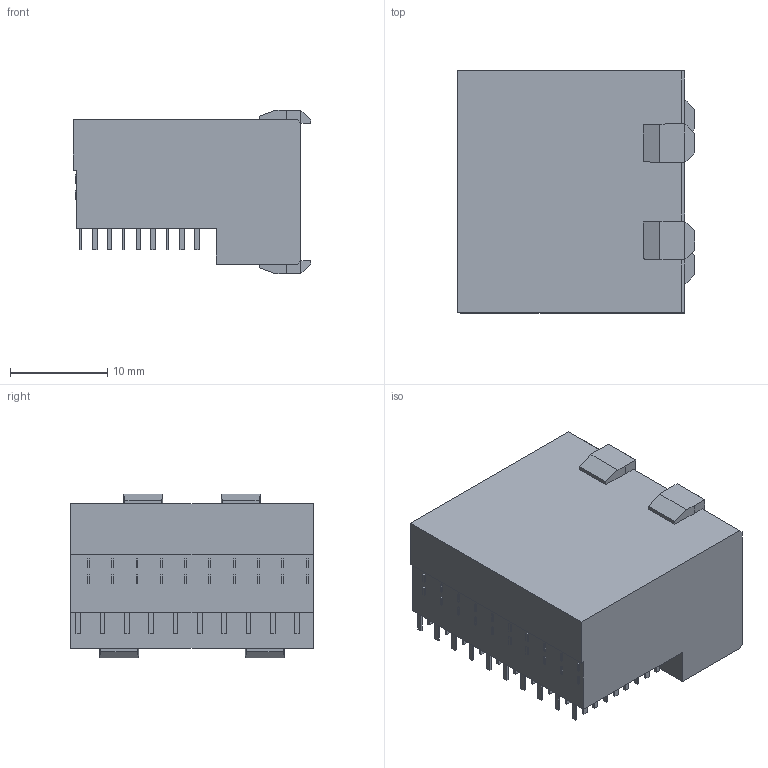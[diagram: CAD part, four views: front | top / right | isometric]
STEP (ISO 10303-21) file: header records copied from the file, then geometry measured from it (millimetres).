
FILE_DESCRIPTION((''),'2;1');
FILE_NAME('TYCO_6469081-1.stp','2013-08-27T16:29:24',(''),(''),'Mechanical Desktop 2011','Mechanical Desktop 2011',', , ');
FILE_SCHEMA(('AUTOMOTIVE_DESIGN { 1 2 10303 214 1 1 1 1 }'));
Length unit declared in the file: millimetre
Products named in the file (1): Product
Bounding box: 24.4 x 24.9 x 16.85 mm (x, y, z)
Volume: 7302.4 mm3; surface area: 3449.9 mm2
Topology: 172 solids, 172 shells, 1760 faces, 3902 edges, 2596 vertices
Faces by surface type: plane 1058, bspline 642, cylinder 60
Entity records: 47499 total; most frequent: CARTESIAN_POINT 10185, ORIENTED_EDGE 7804, DIRECTION 6260, EDGE_CURVE 3902, VECTOR 3782, LINE 3782, VERTEX_POINT 2596, EDGE_LOOP 1870
